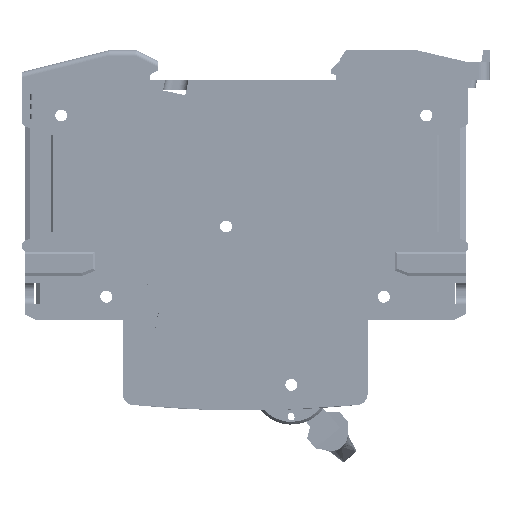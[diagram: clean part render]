
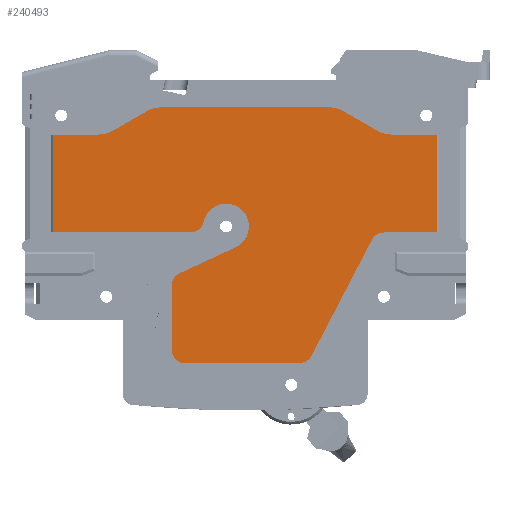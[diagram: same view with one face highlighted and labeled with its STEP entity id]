
A CAD part, front view. The second image highlights one B-rep face of the part: STEP entity #240493.
In plain terms, the highlighted planar face has unit normal (0, 1, 0).
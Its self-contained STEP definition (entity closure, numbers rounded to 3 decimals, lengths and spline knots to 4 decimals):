
#141120=DIRECTION('',(1.,0.,0.));
#141121=VECTOR('',#141120,0.994);
#141122=CARTESIAN_POINT('',(-1.3898,-1.3898,
0.6299));
#141123=LINE('',#141122,#141121);
#141250=DIRECTION('',(0.,0.,-1.));
#141251=VECTOR('',#141250,0.7087);
#141252=CARTESIAN_POINT('',(-1.3898,-1.3898,
1.3386));
#141253=LINE('',#141252,#141251);
#141257=DIRECTION('',(-1.,0.,0.));
#141258=VECTOR('',#141257,0.3331);
#141259=CARTESIAN_POINT('',(-1.0567,-1.3898,
1.3386));
#141260=LINE('',#141259,#141258);
#141264=CARTESIAN_POINT('',(-0.3958,-1.3898,
0.7283));
#141265=DIRECTION('',(0.,-1.,0.));
#141266=DIRECTION('',(0.,0.,-1.));
#141267=AXIS2_PLACEMENT_3D('',#141264,#141265,#141266);
#141272=CARTESIAN_POINT('',(-0.1378,-1.3898,
0.6732));
#141273=DIRECTION('',(0.,-1.,0.));
#141274=DIRECTION('',(0.423,0.,-0.906));
#141275=AXIS2_PLACEMENT_3D('',#141272,#141273,#141274);
#141280=DIRECTION('',(-0.906,0.,-0.423));
#141281=VECTOR('',#141280,0.4488);
#141282=CARTESIAN_POINT('',(-0.0679,-1.3898,
0.5234));
#141283=LINE('',#141282,#141281);
#141287=CARTESIAN_POINT('',(-0.4331,-1.3898,
0.2445));
#141288=DIRECTION('',(0.,-1.,0.));
#141289=DIRECTION('',(-0.423,0.,0.906));
#141290=AXIS2_PLACEMENT_3D('',#141287,#141288,#141289);
#141295=CARTESIAN_POINT('',(-0.4331,-1.3898,
-0.2165));
#141296=DIRECTION('',(0.,-1.,0.));
#141297=DIRECTION('',(-1.,0.,0.));
#141298=AXIS2_PLACEMENT_3D('',#141295,#141296,#141297);
#141303=CARTESIAN_POINT('',(0.393,-1.3898,
-0.2165));
#141304=DIRECTION('',(0.,-1.,0.));
#141305=DIRECTION('',(0.,0.,-1.));
#141306=AXIS2_PLACEMENT_3D('',#141303,#141304,#141305);
#141311=DIRECTION('',(0.462,0.,0.887));
#141312=VECTOR('',#141311,0.9459);
#141313=CARTESIAN_POINT('',(0.4803,-1.3898,
-0.262));
#141314=LINE('',#141313,#141312);
#141318=CARTESIAN_POINT('',(1.0046,-1.3898,
0.5315));
#141319=DIRECTION('',(0.,1.,0.));
#141320=DIRECTION('',(-0.887,0.,0.462));
#141321=AXIS2_PLACEMENT_3D('',#141318,#141319,#141320);
#141326=CARTESIAN_POINT('',(1.0567,-1.3898,
1.5354));
#141327=DIRECTION('',(0.,1.,0.));
#141328=DIRECTION('',(0.,0.,-1.));
#141329=AXIS2_PLACEMENT_3D('',#141326,#141327,#141328);
#141334=DIRECTION('',(-0.866,0.,0.5));
#141335=VECTOR('',#141334,0.2882);
#141336=CARTESIAN_POINT('',(0.9583,-1.3898,
1.365));
#141337=LINE('',#141336,#141335);
#141341=CARTESIAN_POINT('',(0.6102,-1.3898,
1.3386));
#141342=DIRECTION('',(0.,-1.,0.));
#141343=DIRECTION('',(0.5,0.,0.866));
#141344=AXIS2_PLACEMENT_3D('',#141341,#141342,#141343);
#141349=CARTESIAN_POINT('',(-0.6102,-1.3898,
1.3386));
#141350=DIRECTION('',(0.,-1.,0.));
#141351=DIRECTION('',(0.,0.,1.));
#141352=AXIS2_PLACEMENT_3D('',#141349,#141350,#141351);
#141357=DIRECTION('',(-0.866,0.,-0.5));
#141358=VECTOR('',#141357,0.2882);
#141359=CARTESIAN_POINT('',(-0.7087,-1.3898,
1.5091));
#141360=LINE('',#141359,#141358);
#141364=CARTESIAN_POINT('',(-1.0567,-1.3898,
1.5354));
#141365=DIRECTION('',(0.,1.,0.));
#141366=DIRECTION('',(0.5,0.,-0.866));
#141367=AXIS2_PLACEMENT_3D('',#141364,#141365,#141366);
#141414=DIRECTION('',(0.,0.,-1.));
#141415=VECTOR('',#141414,0.461);
#141416=CARTESIAN_POINT('',(-0.5315,-1.3898,
0.2445));
#141417=LINE('',#141416,#141415);
#141442=DIRECTION('',(1.,0.,0.));
#141443=VECTOR('',#141442,0.8261);
#141444=CARTESIAN_POINT('',(-0.4331,-1.3898,
-0.315));
#141445=LINE('',#141444,#141443);
#141491=DIRECTION('',(1.,0.,0.));
#141492=VECTOR('',#141491,0.3852);
#141493=CARTESIAN_POINT('',(1.0046,-1.3898,
0.6299));
#141494=LINE('',#141493,#141492);
#141519=DIRECTION('',(0.,0.,1.));
#141520=VECTOR('',#141519,0.7087);
#141521=CARTESIAN_POINT('',(1.3898,-1.3898,
0.6299));
#141522=LINE('',#141521,#141520);
#141533=DIRECTION('',(-1.,0.,0.));
#141534=VECTOR('',#141533,0.3331);
#141535=CARTESIAN_POINT('',(1.3898,-1.3898,
1.3386));
#141536=LINE('',#141535,#141534);
#144157=DIRECTION('',(-1.,0.,0.));
#144158=VECTOR('',#144157,1.2205);
#144159=CARTESIAN_POINT('',(0.6102,-1.3898,
1.5354));
#144160=LINE('',#144159,#144158);
#186625=CARTESIAN_POINT('',(-1.3898,-1.3898,
1.3386));
#186626=VERTEX_POINT('',#186625);
#186627=CARTESIAN_POINT('',(-1.0567,-1.3898,
1.3386));
#186628=VERTEX_POINT('',#186627);
#186629=CARTESIAN_POINT('',(-0.9583,-1.3898,
1.365));
#186630=VERTEX_POINT('',#186629);
#186631=CARTESIAN_POINT('',(-0.7087,-1.3898,
1.5091));
#186632=VERTEX_POINT('',#186631);
#186633=CARTESIAN_POINT('',(-0.6102,-1.3898,
1.5354));
#186634=VERTEX_POINT('',#186633);
#186635=CARTESIAN_POINT('',(0.6102,-1.3898,
1.5354));
#186636=VERTEX_POINT('',#186635);
#186637=CARTESIAN_POINT('',(0.7087,-1.3898,
1.5091));
#186638=VERTEX_POINT('',#186637);
#186639=CARTESIAN_POINT('',(0.9583,-1.3898,
1.365));
#186640=VERTEX_POINT('',#186639);
#186641=CARTESIAN_POINT('',(1.0567,-1.3898,
1.3386));
#186642=VERTEX_POINT('',#186641);
#186643=CARTESIAN_POINT('',(1.3898,-1.3898,
1.3386));
#186644=VERTEX_POINT('',#186643);
#186645=CARTESIAN_POINT('',(1.3898,-1.3898,
0.6299));
#186646=VERTEX_POINT('',#186645);
#186647=CARTESIAN_POINT('',(1.0046,-1.3898,
0.6299));
#186648=VERTEX_POINT('',#186647);
#186649=CARTESIAN_POINT('',(0.9173,-1.3898,
0.577));
#186650=VERTEX_POINT('',#186649);
#186651=CARTESIAN_POINT('',(0.4803,-1.3898,
-0.262));
#186652=VERTEX_POINT('',#186651);
#186653=CARTESIAN_POINT('',(0.393,-1.3898,
-0.315));
#186654=VERTEX_POINT('',#186653);
#186655=CARTESIAN_POINT('',(-0.4331,-1.3898,
-0.315));
#186656=VERTEX_POINT('',#186655);
#186657=CARTESIAN_POINT('',(-0.5315,-1.3898,
-0.2165));
#186658=VERTEX_POINT('',#186657);
#186659=CARTESIAN_POINT('',(-0.5315,-1.3898,
0.2445));
#186660=VERTEX_POINT('',#186659);
#186661=CARTESIAN_POINT('',(-0.4747,-1.3898,
0.3337));
#186662=VERTEX_POINT('',#186661);
#186663=CARTESIAN_POINT('',(-0.0679,-1.3898,
0.5234));
#186664=VERTEX_POINT('',#186663);
#186665=CARTESIAN_POINT('',(-0.2995,-1.3898,
0.7078));
#186666=VERTEX_POINT('',#186665);
#186667=CARTESIAN_POINT('',(-0.3958,-1.3898,
0.6299));
#186668=VERTEX_POINT('',#186667);
#186669=CARTESIAN_POINT('',(-1.3898,-1.3898,
0.6299));
#186670=VERTEX_POINT('',#186669);
#240443=CARTESIAN_POINT('',(0.,-1.3898,0.6102));
#240444=DIRECTION('',(0.,1.,0.));
#240445=DIRECTION('',(-1.,0.,0.));
#240446=AXIS2_PLACEMENT_3D('',#240443,#240444,#240445);
#240447=PLANE('',#240446);
#240448=ORIENTED_EDGE('',*,*,#240420,.T.);
#240449=ORIENTED_EDGE('',*,*,#240437,.T.);
#240450=ORIENTED_EDGE('',*,*,#240339,.T.);
#240452=ORIENTED_EDGE('',*,*,#240451,.T.);
#240454=ORIENTED_EDGE('',*,*,#240453,.F.);
#240456=ORIENTED_EDGE('',*,*,#240455,.T.);
#240458=ORIENTED_EDGE('',*,*,#240457,.T.);
#240460=ORIENTED_EDGE('',*,*,#240459,.T.);
#240462=ORIENTED_EDGE('',*,*,#240461,.T.);
#240464=ORIENTED_EDGE('',*,*,#240463,.T.);
#240466=ORIENTED_EDGE('',*,*,#240465,.T.);
#240468=ORIENTED_EDGE('',*,*,#240467,.T.);
#240470=ORIENTED_EDGE('',*,*,#240469,.T.);
#240472=ORIENTED_EDGE('',*,*,#240471,.T.);
#240474=ORIENTED_EDGE('',*,*,#240473,.T.);
#240476=ORIENTED_EDGE('',*,*,#240475,.T.);
#240478=ORIENTED_EDGE('',*,*,#240477,.T.);
#240480=ORIENTED_EDGE('',*,*,#240479,.T.);
#240482=ORIENTED_EDGE('',*,*,#240481,.T.);
#240484=ORIENTED_EDGE('',*,*,#240483,.T.);
#240486=ORIENTED_EDGE('',*,*,#240485,.T.);
#240488=ORIENTED_EDGE('',*,*,#240487,.T.);
#240490=ORIENTED_EDGE('',*,*,#240489,.T.);
#240491=EDGE_LOOP('',(#240448,#240449,#240450,#240452,#240454,#240456,#240458,
#240460,#240462,#240464,#240466,#240468,#240470,#240472,#240474,#240476,#240478,
#240480,#240482,#240484,#240486,#240488,#240490));
#240492=FACE_OUTER_BOUND('',#240491,.F.);
#240493=ADVANCED_FACE('',(#240492),#240447,.T.);
#141268=CIRCLE('',#141267,0.0984);
#141276=CIRCLE('',#141275,0.1654);
#141291=CIRCLE('',#141290,0.0984);
#141299=CIRCLE('',#141298,0.0984);
#141307=CIRCLE('',#141306,0.0984);
#141322=CIRCLE('',#141321,0.0984);
#141330=CIRCLE('',#141329,0.1969);
#141345=CIRCLE('',#141344,0.1969);
#141353=CIRCLE('',#141352,0.1969);
#141368=CIRCLE('',#141367,0.1969);
#240339=EDGE_CURVE('',#186670,#186668,#141123,.T.);
#240420=EDGE_CURVE('',#186628,#186626,#141260,.T.);
#240437=EDGE_CURVE('',#186626,#186670,#141253,.T.);
#240451=EDGE_CURVE('',#186668,#186666,#141268,.T.);
#240453=EDGE_CURVE('',#186664,#186666,#141276,.T.);
#240455=EDGE_CURVE('',#186664,#186662,#141283,.T.);
#240457=EDGE_CURVE('',#186662,#186660,#141291,.T.);
#240459=EDGE_CURVE('',#186660,#186658,#141417,.T.);
#240461=EDGE_CURVE('',#186658,#186656,#141299,.T.);
#240463=EDGE_CURVE('',#186656,#186654,#141445,.T.);
#240465=EDGE_CURVE('',#186654,#186652,#141307,.T.);
#240467=EDGE_CURVE('',#186652,#186650,#141314,.T.);
#240469=EDGE_CURVE('',#186650,#186648,#141322,.T.);
#240471=EDGE_CURVE('',#186648,#186646,#141494,.T.);
#240473=EDGE_CURVE('',#186646,#186644,#141522,.T.);
#240475=EDGE_CURVE('',#186644,#186642,#141536,.T.);
#240477=EDGE_CURVE('',#186642,#186640,#141330,.T.);
#240479=EDGE_CURVE('',#186640,#186638,#141337,.T.);
#240481=EDGE_CURVE('',#186638,#186636,#141345,.T.);
#240483=EDGE_CURVE('',#186636,#186634,#144160,.T.);
#240485=EDGE_CURVE('',#186634,#186632,#141353,.T.);
#240487=EDGE_CURVE('',#186632,#186630,#141360,.T.);
#240489=EDGE_CURVE('',#186630,#186628,#141368,.T.);
